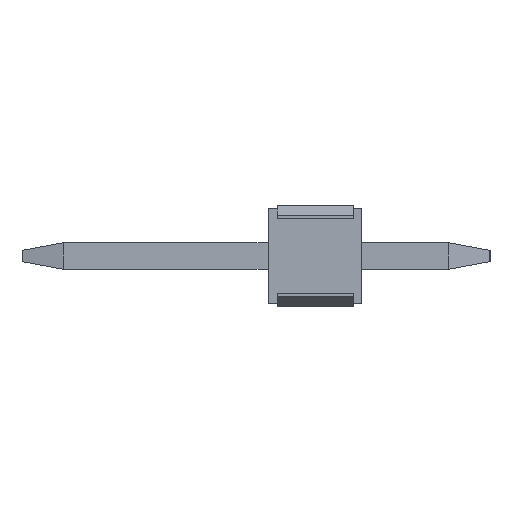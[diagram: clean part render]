
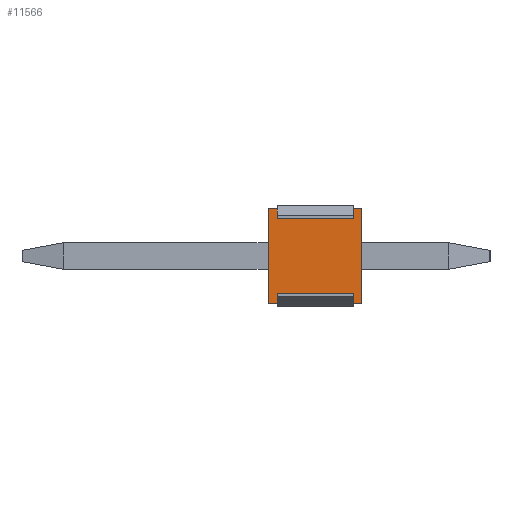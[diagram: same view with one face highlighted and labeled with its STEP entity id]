
A CAD part, left-side view. The second image highlights one B-rep face of the part: STEP entity #11566.
In plain terms, the highlighted planar face has unit normal (-1, 0, 0).
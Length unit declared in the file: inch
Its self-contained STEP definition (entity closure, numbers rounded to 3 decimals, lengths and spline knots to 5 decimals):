
#2257=DIRECTION('',(0.,0.,1.));
#2258=VECTOR('',#2257,0.01);
#2259=CARTESIAN_POINT('',(-0.5875,0.037,-0.046));
#2260=LINE('',#2259,#2258);
#2261=DIRECTION('',(0.,-1.,0.));
#2262=VECTOR('',#2261,0.008);
#2263=CARTESIAN_POINT('',(-0.5875,0.045,-0.046));
#2264=LINE('',#2263,#2262);
#2265=DIRECTION('',(0.,0.,-1.));
#2266=VECTOR('',#2265,0.092);
#2267=CARTESIAN_POINT('',(-0.5875,0.045,0.046));
#2268=LINE('',#2267,#2266);
#2269=DIRECTION('',(0.,1.,0.));
#2270=VECTOR('',#2269,0.008);
#2271=CARTESIAN_POINT('',(-0.5875,0.037,0.046));
#2272=LINE('',#2271,#2270);
#2273=DIRECTION('',(0.,0.,1.));
#2274=VECTOR('',#2273,0.01);
#2275=CARTESIAN_POINT('',(-0.5875,0.037,0.036));
#2276=LINE('',#2275,#2274);
#2277=DIRECTION('',(0.,-1.,0.));
#2278=VECTOR('',#2277,0.074);
#2279=CARTESIAN_POINT('',(-0.5875,0.037,0.036));
#2280=LINE('',#2279,#2278);
#2281=DIRECTION('',(0.,0.,1.));
#2282=VECTOR('',#2281,0.01);
#2283=CARTESIAN_POINT('',(-0.5875,-0.037,0.036));
#2284=LINE('',#2283,#2282);
#2285=DIRECTION('',(0.,1.,0.));
#2286=VECTOR('',#2285,0.008);
#2287=CARTESIAN_POINT('',(-0.5875,-0.045,0.046));
#2288=LINE('',#2287,#2286);
#2289=DIRECTION('',(0.,0.,1.));
#2290=VECTOR('',#2289,0.092);
#2291=CARTESIAN_POINT('',(-0.5875,-0.045,-0.046));
#2292=LINE('',#2291,#2290);
#2293=DIRECTION('',(0.,-1.,0.));
#2294=VECTOR('',#2293,0.008);
#2295=CARTESIAN_POINT('',(-0.5875,-0.037,-0.046));
#2296=LINE('',#2295,#2294);
#2297=DIRECTION('',(0.,0.,1.));
#2298=VECTOR('',#2297,0.01);
#2299=CARTESIAN_POINT('',(-0.5875,-0.037,-0.046));
#2300=LINE('',#2299,#2298);
#2301=DIRECTION('',(0.,-1.,0.));
#2302=VECTOR('',#2301,0.074);
#2303=CARTESIAN_POINT('',(-0.5875,0.037,-0.036));
#2304=LINE('',#2303,#2302);
#6497=CARTESIAN_POINT('',(-0.5875,0.045,0.046));
#6498=CARTESIAN_POINT('',(-0.5875,0.045,-0.046));
#6499=VERTEX_POINT('',#6497);
#6500=VERTEX_POINT('',#6498);
#6501=CARTESIAN_POINT('',(-0.5875,-0.045,-0.046));
#6502=CARTESIAN_POINT('',(-0.5875,-0.045,0.046));
#6503=VERTEX_POINT('',#6501);
#6504=VERTEX_POINT('',#6502);
#6505=CARTESIAN_POINT('',(-0.5875,0.037,-0.036));
#6507=VERTEX_POINT('',#6505);
#6513=CARTESIAN_POINT('',(-0.5875,-0.037,-0.036));
#6515=VERTEX_POINT('',#6513);
#6657=CARTESIAN_POINT('',(-0.5875,0.037,-0.046));
#6658=VERTEX_POINT('',#6657);
#6659=CARTESIAN_POINT('',(-0.5875,0.037,0.036));
#6660=CARTESIAN_POINT('',(-0.5875,0.037,0.046));
#6661=VERTEX_POINT('',#6659);
#6662=VERTEX_POINT('',#6660);
#6663=CARTESIAN_POINT('',(-0.5875,-0.037,-0.046));
#6664=VERTEX_POINT('',#6663);
#6665=CARTESIAN_POINT('',(-0.5875,-0.037,0.036));
#6666=CARTESIAN_POINT('',(-0.5875,-0.037,0.046));
#6667=VERTEX_POINT('',#6665);
#6668=VERTEX_POINT('',#6666);
#11540=CARTESIAN_POINT('',(-0.5875,0.,0.));
#11541=DIRECTION('',(-1.,0.,0.));
#11542=DIRECTION('',(0.,0.,1.));
#11543=AXIS2_PLACEMENT_3D('',#11540,#11541,#11542);
#11544=PLANE('',#11543);
#11545=ORIENTED_EDGE('',*,*,#8608,.F.);
#11546=ORIENTED_EDGE('',*,*,#10409,.F.);
#11547=ORIENTED_EDGE('',*,*,#10035,.F.);
#11548=ORIENTED_EDGE('',*,*,#9552,.F.);
#11549=ORIENTED_EDGE('',*,*,#8782,.F.);
#11551=ORIENTED_EDGE('',*,*,#11550,.T.);
#11553=ORIENTED_EDGE('',*,*,#11552,.T.);
#11555=ORIENTED_EDGE('',*,*,#11554,.F.);
#11557=ORIENTED_EDGE('',*,*,#11556,.F.);
#11559=ORIENTED_EDGE('',*,*,#11558,.F.);
#11561=ORIENTED_EDGE('',*,*,#11560,.T.);
#11563=ORIENTED_EDGE('',*,*,#11562,.F.);
#11564=EDGE_LOOP('',(#11545,#11546,#11547,#11548,#11549,#11551,#11553,#11555,
#11557,#11559,#11561,#11563));
#11565=FACE_OUTER_BOUND('',#11564,.F.);
#11566=ADVANCED_FACE('',(#11565),#11544,.T.);
#8608=EDGE_CURVE('',#6658,#6507,#2260,.T.);
#8782=EDGE_CURVE('',#6661,#6662,#2276,.T.);
#9552=EDGE_CURVE('',#6662,#6499,#2272,.T.);
#10035=EDGE_CURVE('',#6499,#6500,#2268,.T.);
#10409=EDGE_CURVE('',#6500,#6658,#2264,.T.);
#11550=EDGE_CURVE('',#6661,#6667,#2280,.T.);
#11552=EDGE_CURVE('',#6667,#6668,#2284,.T.);
#11554=EDGE_CURVE('',#6504,#6668,#2288,.T.);
#11556=EDGE_CURVE('',#6503,#6504,#2292,.T.);
#11558=EDGE_CURVE('',#6664,#6503,#2296,.T.);
#11560=EDGE_CURVE('',#6664,#6515,#2300,.T.);
#11562=EDGE_CURVE('',#6507,#6515,#2304,.T.);
